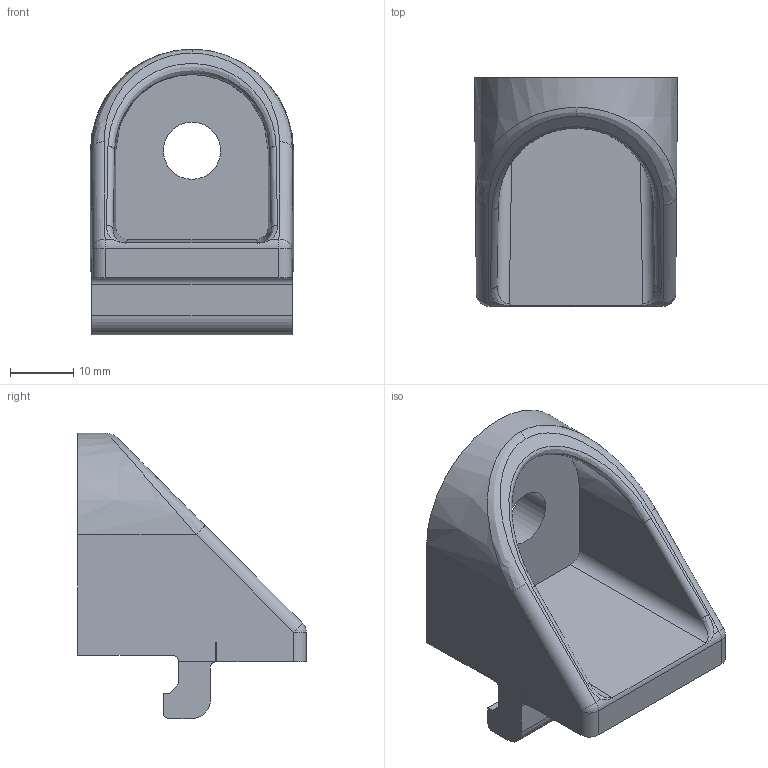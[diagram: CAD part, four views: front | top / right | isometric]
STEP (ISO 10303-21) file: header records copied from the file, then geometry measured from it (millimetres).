
FILE_DESCRIPTION(/* description */ ('Klemmwinkel 40'),/* implementation_level */ '2;1');
FILE_NAME(/* name */ 'Syskomp 282311502 Klemmwinkel 40.stp',/* time_stamp */ '2019-01-24T11:40:09+01:00',/* author */ ('wheldmann'),/* organization */ (''),/* preprocessor_version */ 'ST-DEVELOPER v17.2',/* originating_system */ 'Autodesk Inventor 2019',/* authorisation */ '');
FILE_SCHEMA (('AUTOMOTIVE_DESIGN { 1 0 10303 214 3 1 1 }'));
Length unit declared in the file: millimetre
Products named in the file (1): 282311502
Bounding box: 32 x 36 x 45 mm (x, y, z)
Volume: 15897.4 mm3; surface area: 7298.5 mm2
Topology: 1 solids, 1 shells, 48 faces, 124 edges, 78 vertices
Faces by surface type: plane 25, cylinder 14, bspline 5, cone 2, sphere 2
Full cylindrical faces by diameter (mm): 9 x1
Entity records: 2520 total; most frequent: CARTESIAN_POINT 1312, ORIENTED_EDGE 248, DIRECTION 233, EDGE_CURVE 124, LINE 79, VECTOR 79, VERTEX_POINT 78, AXIS2_PLACEMENT_3D 77
